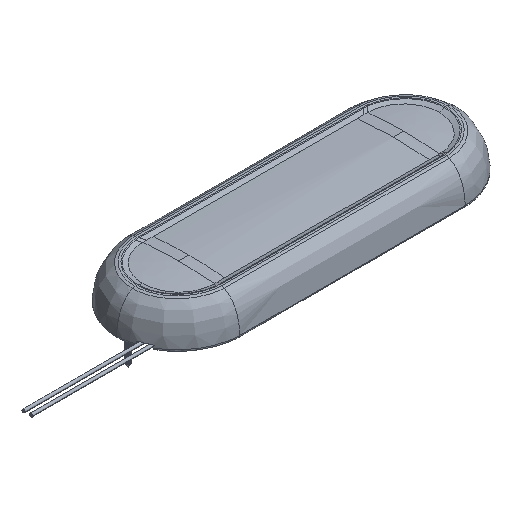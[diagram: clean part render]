
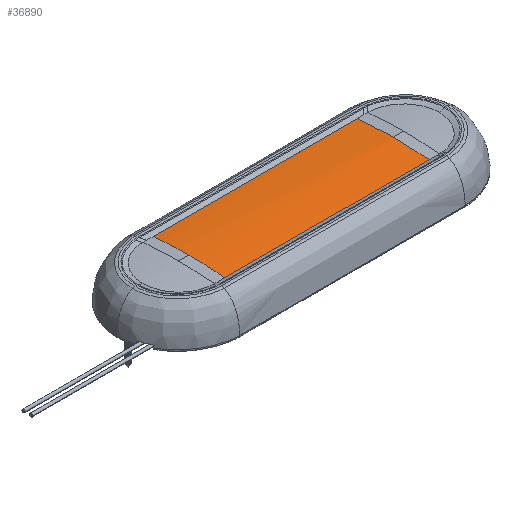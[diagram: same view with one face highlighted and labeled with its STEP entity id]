
A CAD part, isometric view. The second image highlights one B-rep face of the part: STEP entity #36890.
In plain terms, the highlighted cylindrical face has radius 200.299 mm (diameter 400.599 mm), a partial arc.
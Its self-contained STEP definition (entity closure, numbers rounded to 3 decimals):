
#35876=DIRECTION('',(-1.,0.,0.));
#35877=VECTOR('',#35876,109.103);
#35878=CARTESIAN_POINT('',(54.551,-19.082,
15.09));
#35879=LINE('',#35878,#35877);
#35883=DIRECTION('',(1.,0.,0.));
#35884=VECTOR('',#35883,108.978);
#35885=CARTESIAN_POINT('',(-54.552,19.082,
15.087));
#35886=LINE('',#35885,#35884);
#35900=CARTESIAN_POINT('',(54.551,-19.082,
15.09));
#35901=CARTESIAN_POINT('',(54.544,-16.97,
15.292));
#35902=CARTESIAN_POINT('',(54.531,-12.74,
15.629));
#35903=CARTESIAN_POINT('',(54.51,-6.381,
15.933));
#35904=CARTESIAN_POINT('',(54.496,-2.139,
16.));
#35905=CARTESIAN_POINT('',(54.489,-0.016,
16.));
#35910=CARTESIAN_POINT('',(54.489,-0.016,
16.));
#35911=CARTESIAN_POINT('',(54.482,2.11,16.));
#35912=CARTESIAN_POINT('',(54.468,6.359,15.932));
#35913=CARTESIAN_POINT('',(54.447,12.729,15.628));
#35914=CARTESIAN_POINT('',(54.433,16.966,15.29));
#35915=CARTESIAN_POINT('',(54.426,19.082,15.087));
#36022=CARTESIAN_POINT('',(-54.552,-0.016,
-184.299));
#36023=DIRECTION('',(1.,0.,0.));
#36024=DIRECTION('',(0.,0.095,0.995));
#36025=AXIS2_PLACEMENT_3D('',#36022,#36023,#36024);
#36030=CARTESIAN_POINT('',(-54.552,-0.016,
-184.299));
#36031=DIRECTION('',(1.,0.,0.));
#36032=DIRECTION('',(0.,0.,1.));
#36033=AXIS2_PLACEMENT_3D('',#36030,#36031,#36032);
#36750=VERTEX_POINT('',#35910);
#36751=VERTEX_POINT('',#35915);
#36752=VERTEX_POINT('',#35900);
#36753=CARTESIAN_POINT('',(-54.552,-19.082,
15.09));
#36754=VERTEX_POINT('',#36753);
#36755=CARTESIAN_POINT('',(-54.552,-0.016,
16.));
#36756=VERTEX_POINT('',#36755);
#36757=CARTESIAN_POINT('',(-54.552,19.082,
15.087));
#36758=VERTEX_POINT('',#36757);
#36871=CARTESIAN_POINT('',(0.,-0.016,-184.299));
#36872=DIRECTION('',(1.,0.,0.));
#36873=DIRECTION('',(0.,0.,-1.));
#36874=AXIS2_PLACEMENT_3D('',#36871,#36872,#36873);
#36875=CYLINDRICAL_SURFACE('',#36874,200.299);
#36877=ORIENTED_EDGE('',*,*,#36876,.F.);
#36879=ORIENTED_EDGE('',*,*,#36878,.F.);
#36881=ORIENTED_EDGE('',*,*,#36880,.T.);
#36883=ORIENTED_EDGE('',*,*,#36882,.F.);
#36885=ORIENTED_EDGE('',*,*,#36884,.F.);
#36887=ORIENTED_EDGE('',*,*,#36886,.T.);
#36888=EDGE_LOOP('',(#36877,#36879,#36881,#36883,#36885,#36887));
#36889=FACE_OUTER_BOUND('',#36888,.F.);
#35906=B_SPLINE_CURVE_WITH_KNOTS('',3,(#35900,#35901,#35902,#35903,#35904,
#35905),.UNSPECIFIED.,.F.,.F.,(4,1,1,4),(0.,0.333,
0.667,1.),.UNSPECIFIED.);
#35916=B_SPLINE_CURVE_WITH_KNOTS('',3,(#35910,#35911,#35912,#35913,#35914,
#35915),.UNSPECIFIED.,.F.,.F.,(4,1,1,4),(0.,0.333,
0.667,1.),.UNSPECIFIED.);
#36026=CIRCLE('',#36025,200.299);
#36034=CIRCLE('',#36033,200.299);
#36876=EDGE_CURVE('',#36750,#36751,#35916,.T.);
#36878=EDGE_CURVE('',#36752,#36750,#35906,.T.);
#36880=EDGE_CURVE('',#36752,#36754,#35879,.T.);
#36882=EDGE_CURVE('',#36756,#36754,#36034,.T.);
#36884=EDGE_CURVE('',#36758,#36756,#36026,.T.);
#36886=EDGE_CURVE('',#36758,#36751,#35886,.T.);
#36890=ADVANCED_FACE('',(#36889),#36875,.T.);
